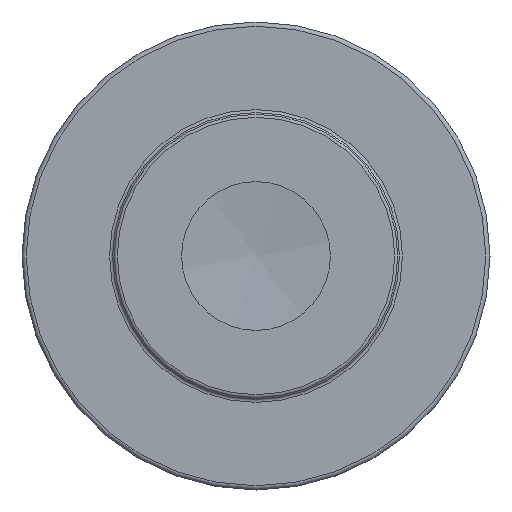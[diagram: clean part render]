
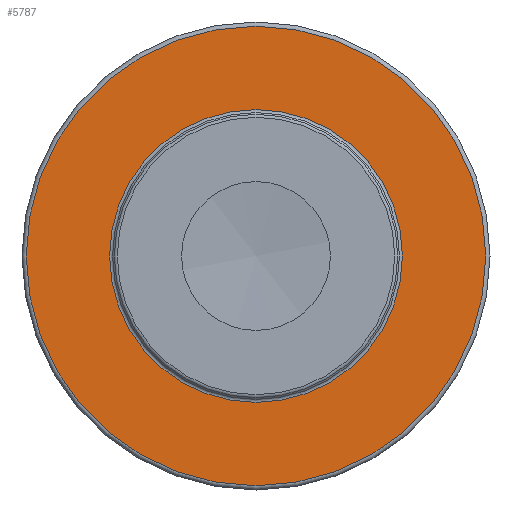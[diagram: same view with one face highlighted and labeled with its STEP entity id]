
A CAD part, front view. The second image highlights one B-rep face of the part: STEP entity #5787.
In plain terms, the highlighted planar face has unit normal (0, -1, 0).
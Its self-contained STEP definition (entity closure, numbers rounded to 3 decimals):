
#5 = EDGE_LOOP ( 'NONE', ( #2759 ) ) ;
#152 = CARTESIAN_POINT ( 'NONE',  ( 0., 1.5, -81. ) ) ;
#1148 = EDGE_LOOP ( 'NONE', ( #8472 ) ) ;
#1344 = CARTESIAN_POINT ( 'NONE',  ( 0., 1.5, 0. ) ) ;
#1351 = CARTESIAN_POINT ( 'NONE',  ( 0., 1.5, 0. ) ) ;
#1491 = CARTESIAN_POINT ( 'NONE',  ( -51.621, 1.5, 0. ) ) ;
#1970 = VERTEX_POINT ( 'NONE', #152 ) ;
#2025 = EDGE_CURVE ( 'NONE', #5481, #5481, #3284, .T. ) ;
#2088 = DIRECTION ( 'NONE',  ( 0., 0., -1. ) ) ;
#2096 = DIRECTION ( 'NONE',  ( 0., 0., -1. ) ) ;
#2233 = DIRECTION ( 'NONE',  ( 0., 0., 1. ) ) ;
#2759 = ORIENTED_EDGE ( 'NONE', *, *, #2025, .F. ) ;
#3022 = AXIS2_PLACEMENT_3D ( 'NONE', #1344, #6411, #2088 ) ;
#3284 = CIRCLE ( 'NONE', #3022, 51.621 ) ;
#4938 = FACE_OUTER_BOUND ( 'NONE', #1148, .T. ) ;
#5481 = VERTEX_POINT ( 'NONE', #5852 ) ;
#5500 = CIRCLE ( 'NONE', #9333, 81. ) ;
#5787 = ADVANCED_FACE ( 'NONE', ( #8751, #4938 ), #7967, .F. ) ;
#5852 = CARTESIAN_POINT ( 'NONE',  ( 0., 1.5, -51.621 ) ) ;
#6128 = AXIS2_PLACEMENT_3D ( 'NONE', #1491, #6552, #2233 ) ;
#6216 = EDGE_CURVE ( 'NONE', #1970, #1970, #5500, .T. ) ;
#6411 = DIRECTION ( 'NONE',  ( 0., -1., 0. ) ) ;
#6417 = DIRECTION ( 'NONE',  ( 0., -1., 0. ) ) ;
#6552 = DIRECTION ( 'NONE',  ( 0., 1., 0. ) ) ;
#7967 = PLANE ( 'NONE',  #6128 ) ;
#8472 = ORIENTED_EDGE ( 'NONE', *, *, #6216, .T. ) ;
#8751 = FACE_BOUND ( 'NONE', #5, .T. ) ;
#9333 = AXIS2_PLACEMENT_3D ( 'NONE', #1351, #6417, #2096 ) ;
